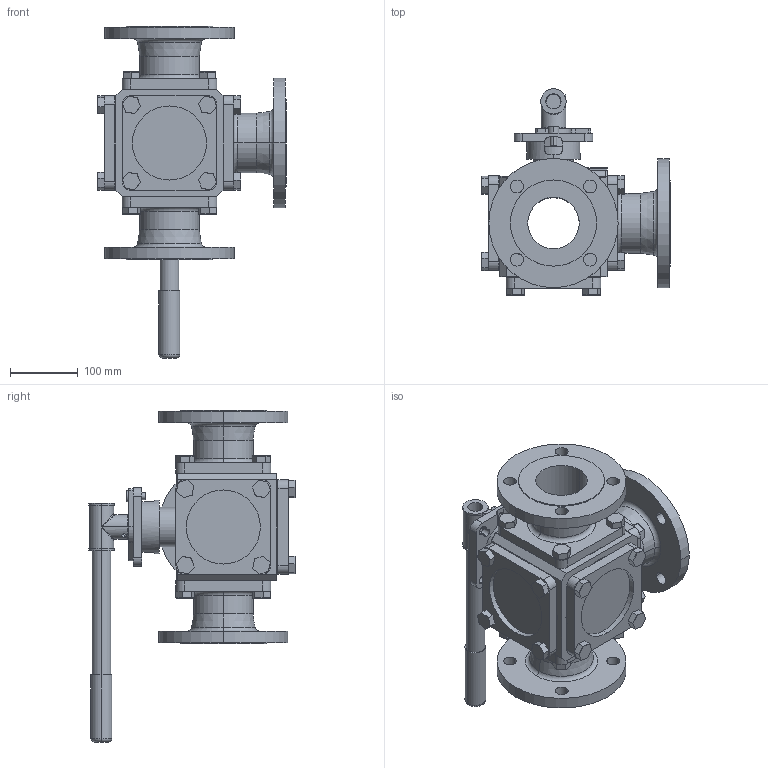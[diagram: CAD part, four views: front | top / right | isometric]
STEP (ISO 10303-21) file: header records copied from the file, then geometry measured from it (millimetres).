
FILE_DESCRIPTION (( 'STEP AP214' ), '1' );
FILE_NAME ('33-F1-0300-XXX.step', '2019-09-30T20:15:45', ( '' ), ( '' ), 'SwSTEP 2.0', 'SolidWorks 2019', '' );
FILE_SCHEMA (( 'AUTOMOTIVE_DESIGN' ));
Length unit declared in the file: millimetre
Products named in the file (2): 33-F1-0300-XXX
Bounding box: 278.46 x 304.3 x 489.38 mm (x, y, z)
Surface area: 666571.2 mm2 (no closed solid volume)
Topology: 0 solids, 33 shells, 589 faces, 1633 edges, 1062 vertices
Faces by surface type: plane 375, cylinder 178, torus 22, bspline 8, cone 6
Entity records: 26139 total; most frequent: CARTESIAN_POINT 4407, DIRECTION 3273, ORIENTED_EDGE 2848, EDGE_CURVE 1629, AXIS2_PLACEMENT_3D 1109, VERTEX_POINT 1062, VECTOR 1055, LINE 1055
